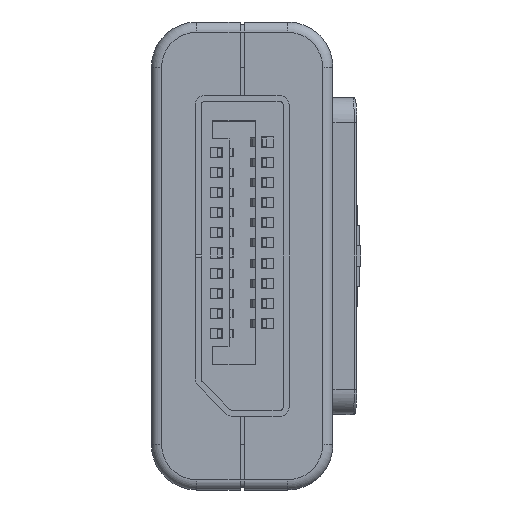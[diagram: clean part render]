
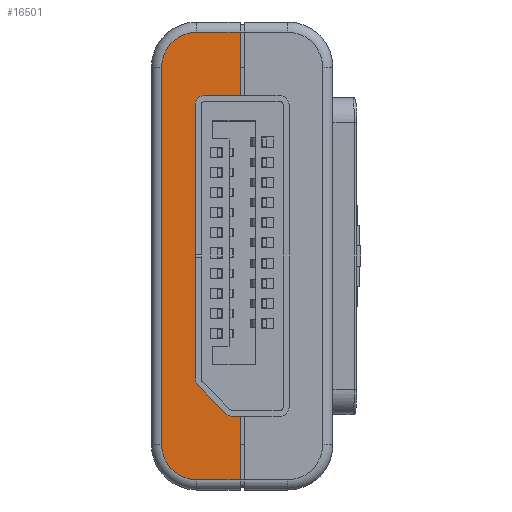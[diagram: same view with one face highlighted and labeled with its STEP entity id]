
A CAD part, left-side view. The second image highlights one B-rep face of the part: STEP entity #16501.
In plain terms, the highlighted planar face has unit normal (-1, 0, 0).
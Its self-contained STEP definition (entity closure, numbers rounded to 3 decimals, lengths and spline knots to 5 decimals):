
#2587 = CARTESIAN_POINT ( 'NONE',  ( -0.79331, 0.08858, 0.43669 ) ) ;
#5357 = VERTEX_POINT ( 'NONE', #2587 ) ;
#5960 = FACE_OUTER_BOUND ( 'NONE', #24946, .T. ) ;
#7087 = CIRCLE ( 'NONE', #68162, 0.06858 ) ;
#11219 = LINE ( 'NONE', #83041, #96610 ) ;
#11585 = CARTESIAN_POINT ( 'NONE',  ( -0.79331, 0.15717, 0.45669 ) ) ;
#12440 = VERTEX_POINT ( 'NONE', #49534 ) ;
#13751 = CARTESIAN_POINT ( 'NONE',  ( -0.79331, 0.17717, 0.45669 ) ) ;
#14736 = EDGE_CURVE ( 'NONE', #46387, #70341, #73858, .T. ) ;
#16501 = ADVANCED_FACE ( 'NONE', ( #5960 ), #37486, .F. ) ;
#17769 = EDGE_CURVE ( 'NONE', #67801, #46387, #57592, .T. ) ;
#19080 = CARTESIAN_POINT ( 'NONE',  ( -0.79331, 0.00394, 0.45669 ) ) ;
#19958 = VERTEX_POINT ( 'NONE', #82237 ) ;
#22151 = DIRECTION ( 'NONE',  ( 0., 0., -1. ) ) ;
#22471 = DIRECTION ( 'NONE',  ( 0., 0., -1. ) ) ;
#22636 = DIRECTION ( 'NONE',  ( -1., 0., 0. ) ) ;
#22712 = VECTOR ( 'NONE', #101224, 39.37008 ) ;
#23506 = CARTESIAN_POINT ( 'NONE',  ( -0.79331, 0.08858, -0.43669 ) ) ;
#24946 = EDGE_LOOP ( 'NONE', ( #68888, #53989, #65556, #93873, #72335, #83706, #27669, #98038 ) ) ;
#27669 = ORIENTED_EDGE ( 'NONE', *, *, #78330, .T. ) ;
#32690 = EDGE_CURVE ( 'NONE', #85705, #67801, #65670, .T. ) ;
#37486 = PLANE ( 'NONE',  #62865 ) ;
#38558 = DIRECTION ( 'NONE',  ( 0., 0., -1. ) ) ;
#39248 = AXIS2_PLACEMENT_3D ( 'NONE', #61434, #22636, #22151 ) ;
#46387 = VERTEX_POINT ( 'NONE', #94617 ) ;
#49065 = CARTESIAN_POINT ( 'NONE',  ( -0.79331, 0.00394, 0.36811 ) ) ;
#49534 = CARTESIAN_POINT ( 'NONE',  ( -0.79331, 0.00394, 0.43669 ) ) ;
#53989 = ORIENTED_EDGE ( 'NONE', *, *, #17769, .T. ) ;
#55518 = CARTESIAN_POINT ( 'NONE',  ( -0.79331, 0.15717, 0.36811 ) ) ;
#55546 = CARTESIAN_POINT ( 'NONE',  ( -0.79331, 0.00394, 0.45669 ) ) ;
#57592 = LINE ( 'NONE', #55546, #76454 ) ;
#60586 = EDGE_CURVE ( 'NONE', #12440, #5357, #11219, .T. ) ;
#61434 = CARTESIAN_POINT ( 'NONE',  ( -0.79331, 0.08858, 0.36811 ) ) ;
#62865 = AXIS2_PLACEMENT_3D ( 'NONE', #13751, #100551, #22471 ) ;
#62952 = EDGE_CURVE ( 'NONE', #70341, #12440, #69692, .T. ) ;
#64152 = EDGE_CURVE ( 'NONE', #5357, #78280, #83791, .T. ) ;
#65556 = ORIENTED_EDGE ( 'NONE', *, *, #14736, .T. ) ;
#65670 = LINE ( 'NONE', #72421, #70449 ) ;
#67801 = VERTEX_POINT ( 'NONE', #97077 ) ;
#67852 = VECTOR ( 'NONE', #89105, 39.37008 ) ;
#68162 = AXIS2_PLACEMENT_3D ( 'NONE', #85061, #93319, #38558 ) ;
#68888 = ORIENTED_EDGE ( 'NONE', *, *, #32690, .T. ) ;
#69692 = LINE ( 'NONE', #91887, #22712 ) ;
#70341 = VERTEX_POINT ( 'NONE', #49065 ) ;
#70449 = VECTOR ( 'NONE', #79688, 39.37008 ) ;
#70981 = EDGE_CURVE ( 'NONE', #19958, #85705, #7087, .T. ) ;
#72335 = ORIENTED_EDGE ( 'NONE', *, *, #60586, .T. ) ;
#72421 = CARTESIAN_POINT ( 'NONE',  ( -0.79331, 0.17717, -0.43669 ) ) ;
#73601 = LINE ( 'NONE', #11585, #67852 ) ;
#73858 = LINE ( 'NONE', #19080, #85632 ) ;
#74284 = DIRECTION ( 'NONE',  ( 0., 1., 0. ) ) ;
#76454 = VECTOR ( 'NONE', #79365, 39.37008 ) ;
#78280 = VERTEX_POINT ( 'NONE', #55518 ) ;
#78330 = EDGE_CURVE ( 'NONE', #78280, #19958, #73601, .T. ) ;
#79365 = DIRECTION ( 'NONE',  ( 0., 0., 1. ) ) ;
#79688 = DIRECTION ( 'NONE',  ( 0., -1., 0. ) ) ;
#82237 = CARTESIAN_POINT ( 'NONE',  ( -0.79331, 0.15717, -0.36811 ) ) ;
#83041 = CARTESIAN_POINT ( 'NONE',  ( -0.79331, 0.17717, 0.43669 ) ) ;
#83134 = DIRECTION ( 'NONE',  ( 0., 0., 1. ) ) ;
#83706 = ORIENTED_EDGE ( 'NONE', *, *, #64152, .T. ) ;
#83791 = CIRCLE ( 'NONE', #39248, 0.06858 ) ;
#85061 = CARTESIAN_POINT ( 'NONE',  ( -0.79331, 0.08858, -0.36811 ) ) ;
#85632 = VECTOR ( 'NONE', #83134, 39.37008 ) ;
#85705 = VERTEX_POINT ( 'NONE', #23506 ) ;
#89105 = DIRECTION ( 'NONE',  ( 0., 0., -1. ) ) ;
#91887 = CARTESIAN_POINT ( 'NONE',  ( -0.79331, 0.00394, 0.45669 ) ) ;
#93319 = DIRECTION ( 'NONE',  ( -1., 0., 0. ) ) ;
#93873 = ORIENTED_EDGE ( 'NONE', *, *, #62952, .T. ) ;
#94617 = CARTESIAN_POINT ( 'NONE',  ( -0.79331, 0.00394, -0.36811 ) ) ;
#96610 = VECTOR ( 'NONE', #74284, 39.37008 ) ;
#97077 = CARTESIAN_POINT ( 'NONE',  ( -0.79331, 0.00394, -0.43669 ) ) ;
#98038 = ORIENTED_EDGE ( 'NONE', *, *, #70981, .T. ) ;
#100551 = DIRECTION ( 'NONE',  ( 1., 0., 0. ) ) ;
#101224 = DIRECTION ( 'NONE',  ( 0., 0., 1. ) ) ;
